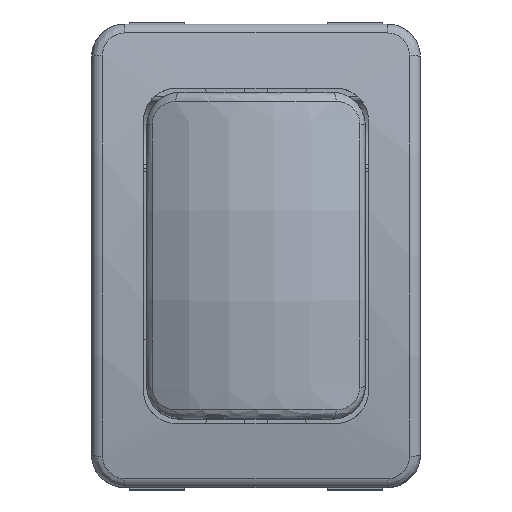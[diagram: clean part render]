
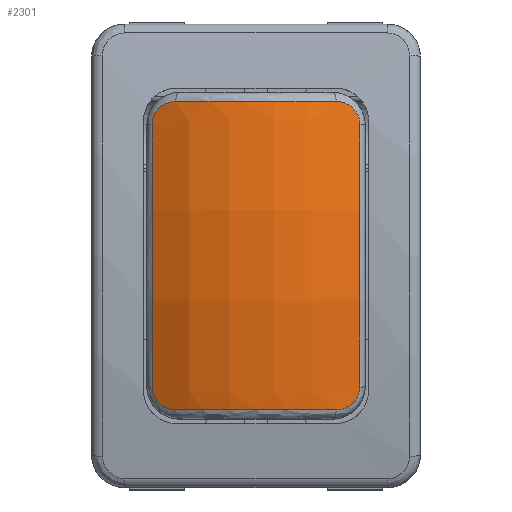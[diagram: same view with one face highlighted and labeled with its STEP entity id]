
A CAD part, top view. The second image highlights one B-rep face of the part: STEP entity #2301.
In plain terms, the highlighted toroidal (fillet/blend) face has major radius 30.549 mm and minor radius 9.451 mm.
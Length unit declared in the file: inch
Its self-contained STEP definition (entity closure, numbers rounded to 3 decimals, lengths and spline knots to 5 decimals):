
#1417=CARTESIAN_POINT('',(-0.18498,-0.23491,0.8224));
#1418=VERTEX_POINT('',#1417);
#1442=CARTESIAN_POINT('',(-0.14341,-0.27488,0.83647));
#1443=VERTEX_POINT('',#1442);
#1451=CARTESIAN_POINT('',(-0.14341,-0.27488,0.83647));
#1452=CARTESIAN_POINT('',(-0.14785,-0.27486,0.83459));
#1453=CARTESIAN_POINT('',(-0.15679,-0.27345,0.83083));
#1454=CARTESIAN_POINT('',(-0.16766,-0.26796,0.82642));
#1455=CARTESIAN_POINT('',(-0.17564,-0.26063,0.82346));
#1456=CARTESIAN_POINT('',(-0.18093,-0.25289,0.82184));
#1457=CARTESIAN_POINT('',(-0.18425,-0.24411,0.82138));
#1458=CARTESIAN_POINT('',(-0.18498,-0.23795,0.82193));
#1459=CARTESIAN_POINT('',(-0.18498,-0.23491,0.8224));
#1460=B_SPLINE_CURVE_WITH_KNOTS('',3,(#1451,#1452,#1453,#1454,#1455,#1456,#1457,#1458,#1459),.UNSPECIFIED.,.F.,.U.,(4,1,1,1,1,1,4),(-0.16214,-0.12739,-0.09265,-0.06949,-0.04632,-0.02316,0.0),.UNSPECIFIED.);
#1461=EDGE_CURVE('',#1443,#1418,#1460,.T.);
#1537=CARTESIAN_POINT('',(0.14341,-0.27488,0.83647));
#1538=VERTEX_POINT('',#1537);
#1546=CARTESIAN_POINT('',(0.14341,-0.27488,0.83647));
#1547=CARTESIAN_POINT('',(0.13055,-0.27492,0.84192));
#1548=CARTESIAN_POINT('',(0.0909,-0.27502,0.85613));
#1549=CARTESIAN_POINT('',(0.02153,-0.2751,0.86822));
#1550=CARTESIAN_POINT('',(-0.04184,-0.27508,0.86467));
#1551=CARTESIAN_POINT('',(-0.09724,-0.275,0.85343));
#1552=CARTESIAN_POINT('',(-0.12412,-0.27494,0.84465));
#1553=CARTESIAN_POINT('',(-0.14341,-0.27488,0.83647));
#1554=B_SPLINE_CURVE_WITH_KNOTS('',3,(#1546,#1547,#1548,#1549,#1550,#1551,#1552,#1553),.UNSPECIFIED.,.F.,.U.,(4,1,1,1,1,4),(-0.70608,-0.60521,-0.40347,-0.20174,-0.1513,0.),.UNSPECIFIED.);
#1555=EDGE_CURVE('',#1538,#1443,#1554,.T.);
#1596=CARTESIAN_POINT('',(-0.18498,0.23492,0.82226));
#1597=VERTEX_POINT('',#1596);
#1616=CARTESIAN_POINT('',(-0.18498,-0.23491,0.8224));
#1617=CARTESIAN_POINT('',(-0.18498,-0.16859,0.83271));
#1618=CARTESIAN_POINT('',(-0.18498,-0.01144,0.84666));
#1619=CARTESIAN_POINT('',(-0.18498,0.1465,0.83606));
#1620=CARTESIAN_POINT('',(-0.18498,0.23492,0.82226));
#1621=B_SPLINE_CURVE_WITH_KNOTS('',3,(#1616,#1617,#1618,#1619,#1620),.UNSPECIFIED.,.F.,.U.,(4,1,4),(-1.18,-0.67429,0.0),.UNSPECIFIED.);
#1622=EDGE_CURVE('',#1418,#1597,#1621,.T.);
#1722=CARTESIAN_POINT('',(0.18498,-0.23491,0.8224));
#1723=VERTEX_POINT('',#1722);
#1731=CARTESIAN_POINT('',(0.18498,-0.23491,0.8224));
#1732=CARTESIAN_POINT('',(0.18498,-0.23794,0.82193));
#1733=CARTESIAN_POINT('',(0.18424,-0.2441,0.82138));
#1734=CARTESIAN_POINT('',(0.18095,-0.25286,0.82183));
#1735=CARTESIAN_POINT('',(0.17564,-0.26063,0.82345));
#1736=CARTESIAN_POINT('',(0.17,-0.26583,0.82555));
#1737=CARTESIAN_POINT('',(0.16232,-0.27085,0.82857));
#1738=CARTESIAN_POINT('',(0.15527,-0.27353,0.83148));
#1739=CARTESIAN_POINT('',(0.14786,-0.27471,0.83459));
#1740=CARTESIAN_POINT('',(0.14489,-0.27487,0.83584));
#1741=CARTESIAN_POINT('',(0.14341,-0.27488,0.83647));
#1742=B_SPLINE_CURVE_WITH_KNOTS('',3,(#1731,#1732,#1733,#1734,#1735,#1736,#1737,#1738,#1739,#1740,#1741),.UNSPECIFIED.,.F.,.U.,(4,1,1,1,1,1,1,1,4),(-0.16203,-0.13888,-0.11574,-0.09259,-0.06944,-0.05787,-0.02315,-0.01157,0.0),.UNSPECIFIED.);
#1743=EDGE_CURVE('',#1723,#1538,#1742,.T.);
#1826=CARTESIAN_POINT('',(-0.14341,0.27489,0.8363));
#1827=VERTEX_POINT('',#1826);
#1852=CARTESIAN_POINT('',(-0.18498,0.23492,0.82226));
#1853=CARTESIAN_POINT('',(-0.18498,0.23796,0.82178));
#1854=CARTESIAN_POINT('',(-0.18425,0.24411,0.82123));
#1855=CARTESIAN_POINT('',(-0.18092,0.25292,0.82168));
#1856=CARTESIAN_POINT('',(-0.17609,0.25999,0.82316));
#1857=CARTESIAN_POINT('',(-0.17081,0.26513,0.82508));
#1858=CARTESIAN_POINT('',(-0.16587,0.26864,0.827));
#1859=CARTESIAN_POINT('',(-0.16049,0.27148,0.82917));
#1860=CARTESIAN_POINT('',(-0.15309,0.27408,0.83222));
#1861=CARTESIAN_POINT('',(-0.14711,0.27488,0.83473));
#1862=CARTESIAN_POINT('',(-0.14341,0.27489,0.8363));
#1863=B_SPLINE_CURVE_WITH_KNOTS('',3,(#1852,#1853,#1854,#1855,#1856,#1857,#1858,#1859,#1860,#1861,#1862),.UNSPECIFIED.,.F.,.U.,(4,1,1,1,1,1,1,1,4),(-0.16213,-0.13897,-0.11581,-0.09265,-0.07527,-0.0608,-0.04632,-0.02895,0.0),.UNSPECIFIED.);
#1864=EDGE_CURVE('',#1597,#1827,#1863,.T.);
#1916=CARTESIAN_POINT('',(0.18498,0.23492,0.82226));
#1917=VERTEX_POINT('',#1916);
#1925=CARTESIAN_POINT('',(0.18498,0.23492,0.82226));
#1926=CARTESIAN_POINT('',(0.18498,0.1686,0.83261));
#1927=CARTESIAN_POINT('',(0.18498,0.01147,0.84666));
#1928=CARTESIAN_POINT('',(0.18498,-0.14648,0.83615));
#1929=CARTESIAN_POINT('',(0.18498,-0.23491,0.8224));
#1930=B_SPLINE_CURVE_WITH_KNOTS('',3,(#1925,#1926,#1927,#1928,#1929),.UNSPECIFIED.,.F.,.U.,(4,1,4),(-1.18,-0.67429,0.0),.UNSPECIFIED.);
#1931=EDGE_CURVE('',#1917,#1723,#1930,.T.);
#2000=CARTESIAN_POINT('',(0.14341,0.27489,0.8363));
#2001=VERTEX_POINT('',#2000);
#2024=CARTESIAN_POINT('',(-0.14341,0.27489,0.8363));
#2025=CARTESIAN_POINT('',(-0.13386,0.27492,0.84035));
#2026=CARTESIAN_POINT('',(-0.12422,0.27494,0.84396));
#2027=CARTESIAN_POINT('',(-0.11454,0.27497,0.84714));
#2028=CARTESIAN_POINT('',(-0.10487,0.27499,0.85031));
#2029=CARTESIAN_POINT('',(-0.09516,0.27501,0.85305));
#2030=CARTESIAN_POINT('',(-0.08547,0.27503,0.85537));
#2031=CARTESIAN_POINT('',(-0.07578,0.27504,0.85769));
#2032=CARTESIAN_POINT('',(-0.06612,0.27506,0.85959));
#2033=CARTESIAN_POINT('',(-0.05651,0.27507,0.86109));
#2034=CARTESIAN_POINT('',(-0.04691,0.27508,0.86259));
#2035=CARTESIAN_POINT('',(-0.03737,0.27509,0.86368));
#2036=CARTESIAN_POINT('',(-0.02794,0.27509,0.8644));
#2037=CARTESIAN_POINT('',(-0.01851,0.27509,0.86512));
#2038=CARTESIAN_POINT('',(-0.00918,0.2751,0.86547));
#2039=CARTESIAN_POINT('',(0.,0.2751,0.86547));
#2040=CARTESIAN_POINT('',(0.00918,0.2751,0.86547));
#2041=CARTESIAN_POINT('',(0.01851,0.2751,0.86512));
#2042=CARTESIAN_POINT('',(0.02794,0.27509,0.8644));
#2043=CARTESIAN_POINT('',(0.03737,0.27509,0.86368));
#2044=CARTESIAN_POINT('',(0.04691,0.27508,0.86259));
#2045=CARTESIAN_POINT('',(0.05651,0.27507,0.86109));
#2046=CARTESIAN_POINT('',(0.06612,0.27506,0.85959));
#2047=CARTESIAN_POINT('',(0.07578,0.27504,0.85769));
#2048=CARTESIAN_POINT('',(0.08547,0.27503,0.85537));
#2049=CARTESIAN_POINT('',(0.09516,0.27501,0.85305));
#2050=CARTESIAN_POINT('',(0.10487,0.27499,0.85031));
#2051=CARTESIAN_POINT('',(0.11454,0.27497,0.84714));
#2052=CARTESIAN_POINT('',(0.12422,0.27494,0.84396));
#2053=CARTESIAN_POINT('',(0.13386,0.27492,0.84035));
#2054=CARTESIAN_POINT('',(0.14341,0.27489,0.8363));
#2055=B_SPLINE_CURVE_WITH_KNOTS('',3,(#2024,#2025,#2026,#2027,#2028,#2029,#2030,#2031,#2032,#2033,#2034,#2035,#2036,#2037,#2038,#2039,#2040,#2041,#2042,#2043,#2044,#2045,#2046,#2047,#2048,#2049,#2050,#2051,#2052,#2053,#2054),.UNSPECIFIED.,.F.,.U.,(4,3,3,3,3,3,3,3,3,3,4),(-0.70608,-0.63548,-0.56487,-0.49426,-0.42365,-0.35304,-0.28243,-0.21183,-0.14122,-0.07061,0.),.UNSPECIFIED.);
#2056=EDGE_CURVE('',#1827,#2001,#2055,.T.);
#2155=CARTESIAN_POINT('',(0.14341,0.27489,0.8363));
#2156=CARTESIAN_POINT('',(0.14637,0.27488,0.83505));
#2157=CARTESIAN_POINT('',(0.15085,0.27441,0.83316));
#2158=CARTESIAN_POINT('',(0.1581,0.27246,0.83015));
#2159=CARTESIAN_POINT('',(0.1636,0.27003,0.8279));
#2160=CARTESIAN_POINT('',(0.17,0.26583,0.82539));
#2161=CARTESIAN_POINT('',(0.17564,0.26064,0.82329));
#2162=CARTESIAN_POINT('',(0.18095,0.25287,0.82167));
#2163=CARTESIAN_POINT('',(0.18424,0.24411,0.82123));
#2164=CARTESIAN_POINT('',(0.18498,0.23795,0.82178));
#2165=CARTESIAN_POINT('',(0.18498,0.23492,0.82226));
#2166=B_SPLINE_CURVE_WITH_KNOTS('',3,(#2155,#2156,#2157,#2158,#2159,#2160,#2161,#2162,#2163,#2164,#2165),.UNSPECIFIED.,.F.,.U.,(4,1,1,1,1,1,1,1,4),(-0.16203,-0.13888,-0.12731,-0.10416,-0.09259,-0.06944,-0.04629,-0.02315,0.),.UNSPECIFIED.);
#2167=EDGE_CURVE('',#2001,#1917,#2166,.T.);
#2286=CARTESIAN_POINT('',(0.,-0.00046,-0.68504));
#2287=DIRECTION('',(-1.,0.,0.));
#2288=DIRECTION('',(0.,0.0,1.));
#2289=AXIS2_PLACEMENT_3D('',#2286,#2287,#2288);
#2290=TOROIDAL_SURFACE('',#2289,1.20272,0.37208);
#2291=ORIENTED_EDGE('',*,*,#1461,.F.);
#2292=ORIENTED_EDGE('',*,*,#1555,.F.);
#2293=ORIENTED_EDGE('',*,*,#1743,.F.);
#2294=ORIENTED_EDGE('',*,*,#1931,.F.);
#2295=ORIENTED_EDGE('',*,*,#2167,.F.);
#2296=ORIENTED_EDGE('',*,*,#2056,.F.);
#2297=ORIENTED_EDGE('',*,*,#1864,.F.);
#2298=ORIENTED_EDGE('',*,*,#1622,.F.);
#2299=EDGE_LOOP('',(#2291,#2292,#2293,#2294,#2295,#2296,#2297,#2298));
#2300=FACE_OUTER_BOUND('',#2299,.T.);
#2301=ADVANCED_FACE('',(#2300),#2290,.T.);
